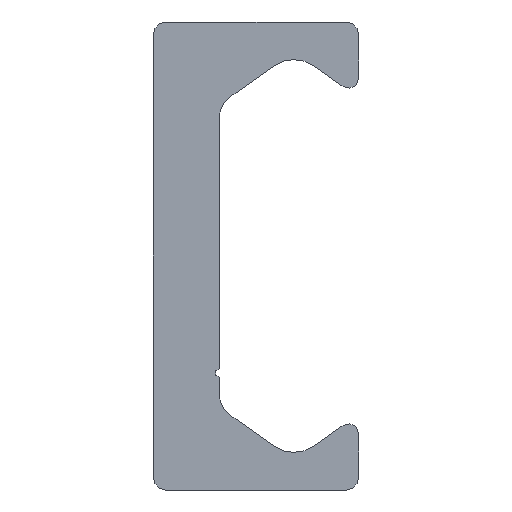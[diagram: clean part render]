
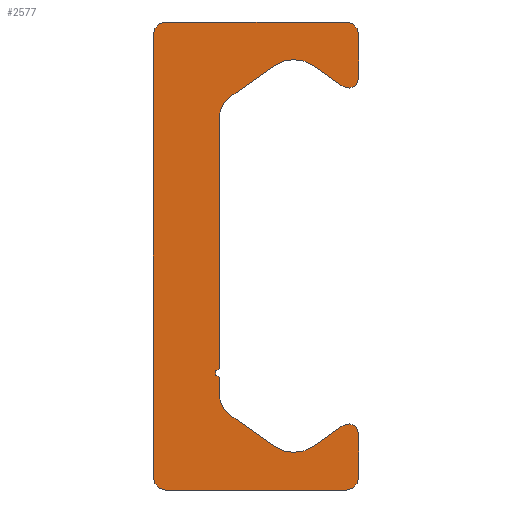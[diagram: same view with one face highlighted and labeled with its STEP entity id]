
A CAD part, left-side view. The second image highlights one B-rep face of the part: STEP entity #2577.
In plain terms, the highlighted planar face has unit normal (-1, 0, 0).
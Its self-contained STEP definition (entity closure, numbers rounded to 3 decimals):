
#1716=CARTESIAN_POINT('',(0.0,5.4,-14.));
#1717=VERTEX_POINT('',#1716);
#1724=CARTESIAN_POINT('',(0.0,6.15,-13.25));
#1725=VERTEX_POINT('',#1724);
#1726=CARTESIAN_POINT('',(0.0,5.4,-13.25));
#1727=DIRECTION('',(1.0,0.0,0.0));
#1728=DIRECTION('',(0.0,0.0,-1.0));
#1729=AXIS2_PLACEMENT_3D('',#1726,#1727,#1728);
#1730=CIRCLE('',#1729,0.75);
#1731=EDGE_CURVE('',#1717,#1725,#1730,.T.);
#1755=CARTESIAN_POINT('',(0.0,-5.4,-14.));
#1756=VERTEX_POINT('',#1755);
#1763=CARTESIAN_POINT('',(0.0,-5.4,-14.));
#1764=DIRECTION('',(0.0,1.0,0.0));
#1765=VECTOR('',#1764,10.8);
#1766=LINE('',#1763,#1765);
#1767=EDGE_CURVE('',#1756,#1717,#1766,.T.);
#1787=CARTESIAN_POINT('',(0.0,-6.15,-13.25));
#1788=VERTEX_POINT('',#1787);
#1795=CARTESIAN_POINT('',(0.0,-5.4,-13.25));
#1796=DIRECTION('',(1.0,0.0,0.0));
#1797=DIRECTION('',(0.0,-1.0,0.0));
#1798=AXIS2_PLACEMENT_3D('',#1795,#1796,#1797);
#1799=CIRCLE('',#1798,0.75);
#1800=EDGE_CURVE('',#1788,#1756,#1799,.T.);
#1819=CARTESIAN_POINT('',(0.0,-6.15,-10.63));
#1820=VERTEX_POINT('',#1819);
#1827=CARTESIAN_POINT('',(0.0,-6.15,-10.63));
#1828=DIRECTION('',(0.0,0.0,-1.0));
#1829=VECTOR('',#1828,2.62);
#1830=LINE('',#1827,#1829);
#1831=EDGE_CURVE('',#1820,#1788,#1830,.T.);
#1851=CARTESIAN_POINT('',(0.0,-5.206,-10.139));
#1852=VERTEX_POINT('',#1851);
#1859=CARTESIAN_POINT('',(0.0,-5.55,-10.63));
#1860=DIRECTION('',(1.0,0.0,0.0));
#1861=DIRECTION('',(0.0,0.574,0.819));
#1862=AXIS2_PLACEMENT_3D('',#1859,#1860,#1861);
#1863=CIRCLE('',#1862,0.6);
#1864=EDGE_CURVE('',#1852,#1820,#1863,.T.);
#1883=CARTESIAN_POINT('',(0.0,-3.417,-11.391));
#1884=VERTEX_POINT('',#1883);
#1891=CARTESIAN_POINT('',(0.0,-3.417,-11.391));
#1892=DIRECTION('',(0.0,-0.819,0.574));
#1893=VECTOR('',#1892,2.184);
#1894=LINE('',#1891,#1893);
#1895=EDGE_CURVE('',#1884,#1852,#1894,.T.);
#1915=CARTESIAN_POINT('',(0.0,-1.123,-11.391));
#1916=VERTEX_POINT('',#1915);
#1923=CARTESIAN_POINT('',(0.0,-2.27,-9.753));
#1924=DIRECTION('',(-1.0,0.0,0.0));
#1925=DIRECTION('',(0.0,0.574,0.819));
#1926=AXIS2_PLACEMENT_3D('',#1923,#1924,#1925);
#1927=CIRCLE('',#1926,2.0);
#1928=EDGE_CURVE('',#1916,#1884,#1927,.T.);
#1947=CARTESIAN_POINT('',(0.0,1.56,-9.512));
#1948=VERTEX_POINT('',#1947);
#1955=CARTESIAN_POINT('',(0.0,1.56,-9.512));
#1956=DIRECTION('',(0.0,-0.819,-0.574));
#1957=VECTOR('',#1956,3.276);
#1958=LINE('',#1955,#1957);
#1959=EDGE_CURVE('',#1948,#1916,#1958,.T.);
#1979=CARTESIAN_POINT('',(0.0,2.2,-8.283));
#1980=VERTEX_POINT('',#1979);
#1987=CARTESIAN_POINT('',(0.0,0.7,-8.283));
#1988=DIRECTION('',(-1.0,0.0,0.0));
#1989=DIRECTION('',(0.0,-0.574,0.819));
#1990=AXIS2_PLACEMENT_3D('',#1987,#1988,#1989);
#1991=CIRCLE('',#1990,1.5);
#1992=EDGE_CURVE('',#1980,#1948,#1991,.T.);
#2011=CARTESIAN_POINT('',(0.0,2.2,-7.25));
#2012=VERTEX_POINT('',#2011);
#2019=CARTESIAN_POINT('',(0.0,2.2,-7.25));
#2020=DIRECTION('',(0.0,0.0,-1.0));
#2021=VECTOR('',#2020,1.033);
#2022=LINE('',#2019,#2021);
#2023=EDGE_CURVE('',#2012,#1980,#2022,.T.);
#2043=CARTESIAN_POINT('',(0.0,2.2,-6.75));
#2044=VERTEX_POINT('',#2043);
#2051=CARTESIAN_POINT('',(0.0,2.2,-7.));
#2052=DIRECTION('',(-1.0,0.0,0.0));
#2053=DIRECTION('',(0.0,0.0,1.0));
#2054=AXIS2_PLACEMENT_3D('',#2051,#2052,#2053);
#2055=CIRCLE('',#2054,0.25);
#2056=EDGE_CURVE('',#2044,#2012,#2055,.T.);
#2075=CARTESIAN_POINT('',(0.0,2.2,8.283));
#2076=VERTEX_POINT('',#2075);
#2083=CARTESIAN_POINT('',(0.0,2.2,8.283));
#2084=DIRECTION('',(0.0,0.0,-1.0));
#2085=VECTOR('',#2084,15.033);
#2086=LINE('',#2083,#2085);
#2087=EDGE_CURVE('',#2076,#2044,#2086,.T.);
#2179=CARTESIAN_POINT('',(0.0,1.56,9.512));
#2180=VERTEX_POINT('',#2179);
#2187=CARTESIAN_POINT('',(0.0,0.7,8.283));
#2188=DIRECTION('',(-1.0,0.0,0.0));
#2189=DIRECTION('',(0.0,-1.0,0.0));
#2190=AXIS2_PLACEMENT_3D('',#2187,#2188,#2189);
#2191=CIRCLE('',#2190,1.5);
#2192=EDGE_CURVE('',#2180,#2076,#2191,.T.);
#2211=CARTESIAN_POINT('',(0.0,-1.123,11.391));
#2212=VERTEX_POINT('',#2211);
#2219=CARTESIAN_POINT('',(0.0,-1.123,11.391));
#2220=DIRECTION('',(0.0,0.819,-0.574));
#2221=VECTOR('',#2220,3.276);
#2222=LINE('',#2219,#2221);
#2223=EDGE_CURVE('',#2212,#2180,#2222,.T.);
#2243=CARTESIAN_POINT('',(0.0,-3.417,11.391));
#2244=VERTEX_POINT('',#2243);
#2251=CARTESIAN_POINT('',(0.0,-2.27,9.753));
#2252=DIRECTION('',(-1.0,0.0,0.0));
#2253=DIRECTION('',(0.0,-0.574,-0.819));
#2254=AXIS2_PLACEMENT_3D('',#2251,#2252,#2253);
#2255=CIRCLE('',#2254,2.0);
#2256=EDGE_CURVE('',#2244,#2212,#2255,.T.);
#2275=CARTESIAN_POINT('',(0.0,-5.206,10.139));
#2276=VERTEX_POINT('',#2275);
#2283=CARTESIAN_POINT('',(0.0,-5.206,10.139));
#2284=DIRECTION('',(0.0,0.819,0.574));
#2285=VECTOR('',#2284,2.184);
#2286=LINE('',#2283,#2285);
#2287=EDGE_CURVE('',#2276,#2244,#2286,.T.);
#2307=CARTESIAN_POINT('',(0.0,-6.15,10.63));
#2308=VERTEX_POINT('',#2307);
#2315=CARTESIAN_POINT('',(0.0,-5.55,10.63));
#2316=DIRECTION('',(1.0,0.0,0.0));
#2317=DIRECTION('',(0.0,-1.0,0.0));
#2318=AXIS2_PLACEMENT_3D('',#2315,#2316,#2317);
#2319=CIRCLE('',#2318,0.6);
#2320=EDGE_CURVE('',#2308,#2276,#2319,.T.);
#2339=CARTESIAN_POINT('',(0.0,-6.15,13.25));
#2340=VERTEX_POINT('',#2339);
#2347=CARTESIAN_POINT('',(0.0,-6.15,13.25));
#2348=DIRECTION('',(0.0,0.0,-1.0));
#2349=VECTOR('',#2348,2.62);
#2350=LINE('',#2347,#2349);
#2351=EDGE_CURVE('',#2340,#2308,#2350,.T.);
#2371=CARTESIAN_POINT('',(0.0,-5.4,14.));
#2372=VERTEX_POINT('',#2371);
#2379=CARTESIAN_POINT('',(0.0,-5.4,13.25));
#2380=DIRECTION('',(1.0,0.0,0.0));
#2381=DIRECTION('',(0.0,0.0,1.0));
#2382=AXIS2_PLACEMENT_3D('',#2379,#2380,#2381);
#2383=CIRCLE('',#2382,0.75);
#2384=EDGE_CURVE('',#2372,#2340,#2383,.T.);
#2403=CARTESIAN_POINT('',(0.0,5.4,14.));
#2404=VERTEX_POINT('',#2403);
#2411=CARTESIAN_POINT('',(0.0,5.4,14.));
#2412=DIRECTION('',(0.0,-1.0,0.0));
#2413=VECTOR('',#2412,10.8);
#2414=LINE('',#2411,#2413);
#2415=EDGE_CURVE('',#2404,#2372,#2414,.T.);
#2435=CARTESIAN_POINT('',(0.0,6.15,13.25));
#2436=VERTEX_POINT('',#2435);
#2443=CARTESIAN_POINT('',(0.0,5.4,13.25));
#2444=DIRECTION('',(1.0,0.0,0.0));
#2445=DIRECTION('',(0.0,1.0,0.0));
#2446=AXIS2_PLACEMENT_3D('',#2443,#2444,#2445);
#2447=CIRCLE('',#2446,0.75);
#2448=EDGE_CURVE('',#2436,#2404,#2447,.T.);
#2466=CARTESIAN_POINT('',(0.0,6.15,-13.25));
#2467=DIRECTION('',(0.0,0.0,1.0));
#2468=VECTOR('',#2467,26.5);
#2469=LINE('',#2466,#2468);
#2470=EDGE_CURVE('',#1725,#2436,#2469,.T.);
#2548=CARTESIAN_POINT('',(0.0,1.352,-0.021));
#2549=DIRECTION('',(1.0,0.0,0.0));
#2550=DIRECTION('',(0.0,0.0,-1.0));
#2551=AXIS2_PLACEMENT_3D('',#2548,#2549,#2550);
#2552=PLANE('',#2551);
#2553=ORIENTED_EDGE('',*,*,#2470,.F.);
#2554=ORIENTED_EDGE('',*,*,#1731,.F.);
#2555=ORIENTED_EDGE('',*,*,#1767,.F.);
#2556=ORIENTED_EDGE('',*,*,#1800,.F.);
#2557=ORIENTED_EDGE('',*,*,#1831,.F.);
#2558=ORIENTED_EDGE('',*,*,#1864,.F.);
#2559=ORIENTED_EDGE('',*,*,#1895,.F.);
#2560=ORIENTED_EDGE('',*,*,#1928,.F.);
#2561=ORIENTED_EDGE('',*,*,#1959,.F.);
#2562=ORIENTED_EDGE('',*,*,#1992,.F.);
#2563=ORIENTED_EDGE('',*,*,#2023,.F.);
#2564=ORIENTED_EDGE('',*,*,#2056,.F.);
#2565=ORIENTED_EDGE('',*,*,#2087,.F.);
#2566=ORIENTED_EDGE('',*,*,#2192,.F.);
#2567=ORIENTED_EDGE('',*,*,#2223,.F.);
#2568=ORIENTED_EDGE('',*,*,#2256,.F.);
#2569=ORIENTED_EDGE('',*,*,#2287,.F.);
#2570=ORIENTED_EDGE('',*,*,#2320,.F.);
#2571=ORIENTED_EDGE('',*,*,#2351,.F.);
#2572=ORIENTED_EDGE('',*,*,#2384,.F.);
#2573=ORIENTED_EDGE('',*,*,#2415,.F.);
#2574=ORIENTED_EDGE('',*,*,#2448,.F.);
#2575=EDGE_LOOP('',(#2553,#2554,#2555,#2556,#2557,#2558,#2559,#2560,#2561,#2562,#2563,#2564,#2565,#2566,#2567,#2568,#2569,#2570,#2571,#2572,#2573,#2574));
#2576=FACE_OUTER_BOUND('',#2575,.T.);
#2577=ADVANCED_FACE('',(#2576),#2552,.F.);
